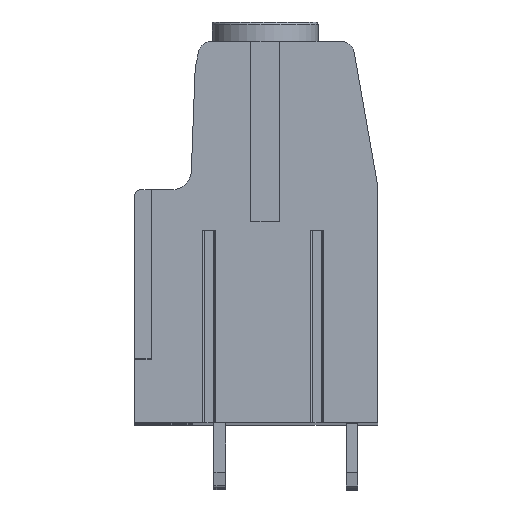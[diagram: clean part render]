
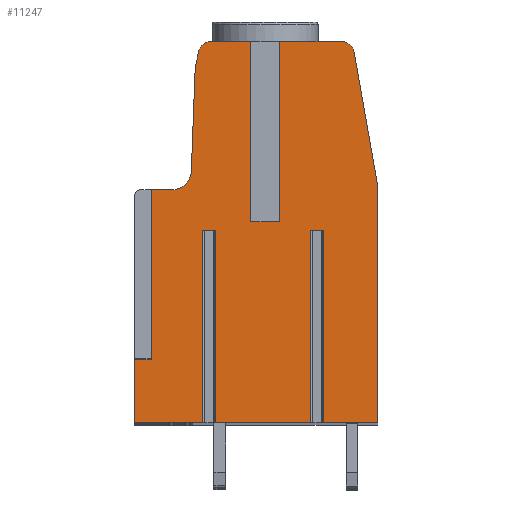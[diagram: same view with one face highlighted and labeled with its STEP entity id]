
A CAD part, top view. The second image highlights one B-rep face of the part: STEP entity #11247.
In plain terms, the highlighted planar face has unit normal (0, 0, 1).
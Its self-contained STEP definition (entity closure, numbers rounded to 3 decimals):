
#16=DIRECTION('',(0.,-1.,0.));
#17=VECTOR('',#16,13.85);
#18=CARTESIAN_POINT('',(1.8,13.9,93.98));
#19=LINE('',#18,#17);
#20=DIRECTION('',(-1.,0.,0.));
#21=VECTOR('',#20,4.762);
#22=CARTESIAN_POINT('',(6.562,13.9,93.98));
#23=LINE('',#22,#21);
#24=CARTESIAN_POINT('',(6.562,12.9,93.98));
#25=DIRECTION('',(0.,0.,1.));
#26=DIRECTION('',(0.985,0.174,0.));
#27=AXIS2_PLACEMENT_3D('',#24,#25,#26);
#29=DIRECTION('',(-0.174,0.985,0.));
#30=VECTOR('',#29,10.381);
#31=CARTESIAN_POINT('',(9.35,2.85,93.98));
#32=LINE('',#31,#30);
#33=DIRECTION('',(0.,1.,0.));
#34=VECTOR('',#33,18.25);
#35=CARTESIAN_POINT('',(9.35,-15.4,93.98));
#36=LINE('',#35,#34);
#37=DIRECTION('',(1.,0.,0.));
#38=VECTOR('',#37,4.173);
#39=CARTESIAN_POINT('',(5.177,-15.4,93.98));
#40=LINE('',#39,#38);
#41=DIRECTION('',(0.,-1.,0.));
#42=VECTOR('',#41,14.8);
#43=CARTESIAN_POINT('',(5.177,-0.6,93.98));
#44=LINE('',#43,#42);
#45=DIRECTION('',(-1.,0.,0.));
#46=VECTOR('',#45,0.955);
#47=CARTESIAN_POINT('',(5.177,-0.6,93.98));
#48=LINE('',#47,#46);
#49=DIRECTION('',(0.,-1.,0.));
#50=VECTOR('',#49,14.8);
#51=CARTESIAN_POINT('',(4.223,-0.6,93.98));
#52=LINE('',#51,#50);
#53=DIRECTION('',(1.,0.,0.));
#54=VECTOR('',#53,7.345);
#55=CARTESIAN_POINT('',(-3.123,-15.4,93.98));
#56=LINE('',#55,#54);
#57=DIRECTION('',(0.,-1.,0.));
#58=VECTOR('',#57,14.8);
#59=CARTESIAN_POINT('',(-3.123,-0.6,93.98));
#60=LINE('',#59,#58);
#61=DIRECTION('',(-1.,0.,0.));
#62=VECTOR('',#61,0.955);
#63=CARTESIAN_POINT('',(-3.123,-0.6,93.98));
#64=LINE('',#63,#62);
#65=DIRECTION('',(0.,-1.,0.));
#66=VECTOR('',#65,14.8);
#67=CARTESIAN_POINT('',(-4.077,-0.6,93.98));
#68=LINE('',#67,#66);
#69=DIRECTION('',(1.,0.,0.));
#70=VECTOR('',#69,5.273);
#71=CARTESIAN_POINT('',(-9.35,-15.4,93.98));
#72=LINE('',#71,#70);
#73=DIRECTION('',(0.,-1.,0.));
#74=VECTOR('',#73,4.9);
#75=CARTESIAN_POINT('',(-9.35,-10.5,93.98));
#76=LINE('',#75,#74);
#77=DIRECTION('',(1.,0.,0.));
#78=VECTOR('',#77,1.3);
#79=CARTESIAN_POINT('',(-9.35,-10.5,93.98));
#80=LINE('',#79,#78);
#81=DIRECTION('',(0.,1.,0.));
#82=VECTOR('',#81,13.);
#83=CARTESIAN_POINT('',(-8.05,-10.5,93.98));
#84=LINE('',#83,#82);
#85=DIRECTION('',(-1.,0.,0.));
#86=VECTOR('',#85,1.578);
#87=CARTESIAN_POINT('',(-6.472,2.5,93.98));
#88=LINE('',#87,#86);
#89=CARTESIAN_POINT('',(-6.472,4.,93.98));
#90=DIRECTION('',(0.,0.,-1.));
#91=DIRECTION('',(0.999,-0.038,0.));
#92=AXIS2_PLACEMENT_3D('',#89,#90,#91);
#94=DIRECTION('',(-0.038,-0.999,0.));
#95=VECTOR('',#94,7.704);
#96=CARTESIAN_POINT('',(-4.681,11.641,93.98));
#97=LINE('',#96,#95);
#98=CARTESIAN_POINT('',(-1.683,11.527,93.98));
#99=DIRECTION('',(0.,0.,1.));
#100=DIRECTION('',(-0.978,0.208,0.));
#101=AXIS2_PLACEMENT_3D('',#98,#99,#100);
#103=DIRECTION('',(-0.208,-0.978,0.));
#104=VECTOR('',#103,0.978);
#105=CARTESIAN_POINT('',(-4.414,13.108,93.98));
#106=LINE('',#105,#104);
#107=CARTESIAN_POINT('',(-3.436,12.9,93.98));
#108=DIRECTION('',(0.,0.,1.));
#109=DIRECTION('',(0.,1.,0.));
#110=AXIS2_PLACEMENT_3D('',#107,#108,#109);
#112=DIRECTION('',(-1.,0.,0.));
#113=VECTOR('',#112,3.036);
#114=CARTESIAN_POINT('',(-0.4,13.9,93.98));
#115=LINE('',#114,#113);
#116=DIRECTION('',(0.,-1.,0.));
#117=VECTOR('',#116,13.85);
#118=CARTESIAN_POINT('',(-0.4,13.9,93.98));
#119=LINE('',#118,#117);
#120=DIRECTION('',(1.,0.,0.));
#121=VECTOR('',#120,2.2);
#122=CARTESIAN_POINT('',(-0.4,0.05,93.98));
#123=LINE('',#122,#121);
#8706=CARTESIAN_POINT('',(9.35,-15.4,93.98));
#8707=CARTESIAN_POINT('',(9.35,2.85,93.98));
#8708=VERTEX_POINT('',#8706);
#8709=VERTEX_POINT('',#8707);
#8710=CARTESIAN_POINT('',(7.547,13.074,93.98));
#8711=VERTEX_POINT('',#8710);
#8712=CARTESIAN_POINT('',(6.562,13.9,93.98));
#8713=VERTEX_POINT('',#8712);
#8714=CARTESIAN_POINT('',(-3.436,13.9,93.98));
#8715=CARTESIAN_POINT('',(-4.414,13.108,93.98));
#8716=VERTEX_POINT('',#8714);
#8717=VERTEX_POINT('',#8715);
#8718=CARTESIAN_POINT('',(-4.617,12.151,93.98));
#8719=VERTEX_POINT('',#8718);
#8720=CARTESIAN_POINT('',(-4.681,11.641,93.98));
#8721=VERTEX_POINT('',#8720);
#8722=CARTESIAN_POINT('',(-4.973,3.943,93.98));
#8723=VERTEX_POINT('',#8722);
#8724=CARTESIAN_POINT('',(-6.472,2.5,93.98));
#8725=VERTEX_POINT('',#8724);
#8842=CARTESIAN_POINT('',(5.177,-15.4,93.98));
#8843=VERTEX_POINT('',#8842);
#8845=CARTESIAN_POINT('',(4.223,-15.4,93.98));
#8847=VERTEX_POINT('',#8845);
#8858=CARTESIAN_POINT('',(-3.123,-15.4,93.98));
#8859=VERTEX_POINT('',#8858);
#8861=CARTESIAN_POINT('',(-4.077,-15.4,93.98));
#8863=VERTEX_POINT('',#8861);
#8868=CARTESIAN_POINT('',(5.177,-0.6,93.98));
#8869=CARTESIAN_POINT('',(4.223,-0.6,93.98));
#8870=VERTEX_POINT('',#8868);
#8871=VERTEX_POINT('',#8869);
#8872=CARTESIAN_POINT('',(-3.123,-0.6,93.98));
#8873=CARTESIAN_POINT('',(-4.077,-0.6,93.98));
#8874=VERTEX_POINT('',#8872);
#8875=VERTEX_POINT('',#8873);
#8876=CARTESIAN_POINT('',(-9.35,-15.4,93.98));
#8877=VERTEX_POINT('',#8876);
#9086=CARTESIAN_POINT('',(-9.35,-10.5,93.98));
#9087=CARTESIAN_POINT('',(-8.05,-10.5,93.98));
#9088=VERTEX_POINT('',#9086);
#9089=VERTEX_POINT('',#9087);
#9090=CARTESIAN_POINT('',(-8.05,2.5,93.98));
#9091=VERTEX_POINT('',#9090);
#9242=CARTESIAN_POINT('',(1.8,13.9,93.98));
#9243=CARTESIAN_POINT('',(1.8,0.05,93.98));
#9244=VERTEX_POINT('',#9242);
#9245=VERTEX_POINT('',#9243);
#9246=CARTESIAN_POINT('',(-0.4,13.9,93.98));
#9247=CARTESIAN_POINT('',(-0.4,0.05,93.98));
#9248=VERTEX_POINT('',#9246);
#9249=VERTEX_POINT('',#9247);
#11188=CARTESIAN_POINT('',(0.,0.,93.98));
#11189=DIRECTION('',(0.,0.,1.));
#11190=DIRECTION('',(1.,0.,0.));
#11191=AXIS2_PLACEMENT_3D('',#11188,#11189,#11190);
#11192=PLANE('',#11191);
#11194=ORIENTED_EDGE('',*,*,#11193,.F.);
#11196=ORIENTED_EDGE('',*,*,#11195,.F.);
#11198=ORIENTED_EDGE('',*,*,#11197,.F.);
#11200=ORIENTED_EDGE('',*,*,#11199,.F.);
#11202=ORIENTED_EDGE('',*,*,#11201,.F.);
#11204=ORIENTED_EDGE('',*,*,#11203,.F.);
#11206=ORIENTED_EDGE('',*,*,#11205,.F.);
#11208=ORIENTED_EDGE('',*,*,#11207,.T.);
#11210=ORIENTED_EDGE('',*,*,#11209,.T.);
#11212=ORIENTED_EDGE('',*,*,#11211,.F.);
#11214=ORIENTED_EDGE('',*,*,#11213,.F.);
#11216=ORIENTED_EDGE('',*,*,#11215,.T.);
#11218=ORIENTED_EDGE('',*,*,#11217,.T.);
#11220=ORIENTED_EDGE('',*,*,#11219,.F.);
#11222=ORIENTED_EDGE('',*,*,#11221,.F.);
#11224=ORIENTED_EDGE('',*,*,#11223,.T.);
#11226=ORIENTED_EDGE('',*,*,#11225,.T.);
#11228=ORIENTED_EDGE('',*,*,#11227,.F.);
#11230=ORIENTED_EDGE('',*,*,#11229,.F.);
#11232=ORIENTED_EDGE('',*,*,#11231,.F.);
#11234=ORIENTED_EDGE('',*,*,#11233,.F.);
#11236=ORIENTED_EDGE('',*,*,#11235,.F.);
#11238=ORIENTED_EDGE('',*,*,#11237,.F.);
#11240=ORIENTED_EDGE('',*,*,#11239,.F.);
#11242=ORIENTED_EDGE('',*,*,#11241,.T.);
#11244=ORIENTED_EDGE('',*,*,#11243,.T.);
#11245=EDGE_LOOP('',(#11194,#11196,#11198,#11200,#11202,#11204,#11206,#11208,
#11210,#11212,#11214,#11216,#11218,#11220,#11222,#11224,#11226,#11228,#11230,
#11232,#11234,#11236,#11238,#11240,#11242,#11244));
#11246=FACE_OUTER_BOUND('',#11245,.F.);
#28=CIRCLE('',#27,1.);
#93=CIRCLE('',#92,1.5);
#102=CIRCLE('',#101,3.);
#111=CIRCLE('',#110,1.);
#11193=EDGE_CURVE('',#9244,#9245,#19,.T.);
#11195=EDGE_CURVE('',#8713,#9244,#23,.T.);
#11197=EDGE_CURVE('',#8711,#8713,#28,.T.);
#11199=EDGE_CURVE('',#8709,#8711,#32,.T.);
#11201=EDGE_CURVE('',#8708,#8709,#36,.T.);
#11203=EDGE_CURVE('',#8843,#8708,#40,.T.);
#11205=EDGE_CURVE('',#8870,#8843,#44,.T.);
#11207=EDGE_CURVE('',#8870,#8871,#48,.T.);
#11209=EDGE_CURVE('',#8871,#8847,#52,.T.);
#11211=EDGE_CURVE('',#8859,#8847,#56,.T.);
#11213=EDGE_CURVE('',#8874,#8859,#60,.T.);
#11215=EDGE_CURVE('',#8874,#8875,#64,.T.);
#11217=EDGE_CURVE('',#8875,#8863,#68,.T.);
#11219=EDGE_CURVE('',#8877,#8863,#72,.T.);
#11221=EDGE_CURVE('',#9088,#8877,#76,.T.);
#11223=EDGE_CURVE('',#9088,#9089,#80,.T.);
#11225=EDGE_CURVE('',#9089,#9091,#84,.T.);
#11227=EDGE_CURVE('',#8725,#9091,#88,.T.);
#11229=EDGE_CURVE('',#8723,#8725,#93,.T.);
#11231=EDGE_CURVE('',#8721,#8723,#97,.T.);
#11233=EDGE_CURVE('',#8719,#8721,#102,.T.);
#11235=EDGE_CURVE('',#8717,#8719,#106,.T.);
#11237=EDGE_CURVE('',#8716,#8717,#111,.T.);
#11239=EDGE_CURVE('',#9248,#8716,#115,.T.);
#11241=EDGE_CURVE('',#9248,#9249,#119,.T.);
#11243=EDGE_CURVE('',#9249,#9245,#123,.T.);
#11247=ADVANCED_FACE('',(#11246),#11192,.T.);
